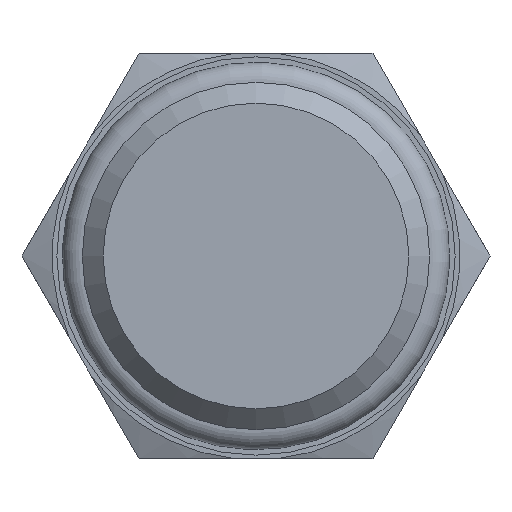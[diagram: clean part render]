
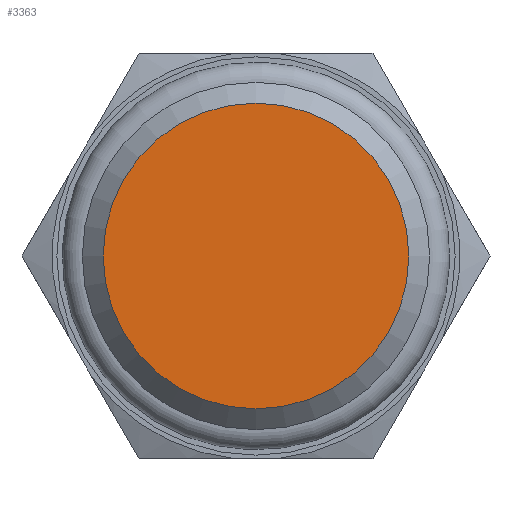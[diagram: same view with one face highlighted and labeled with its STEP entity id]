
A CAD part, left-side view. The second image highlights one B-rep face of the part: STEP entity #3363.
In plain terms, the highlighted planar face has unit normal (-1, 0, 0).
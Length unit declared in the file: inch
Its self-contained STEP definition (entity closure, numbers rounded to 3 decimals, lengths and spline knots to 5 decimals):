
#3340=CARTESIAN_POINT('',(-0.43,0.,0.33));
#3341=VERTEX_POINT('',#3340);
#3342=CARTESIAN_POINT('',(-0.43,0.,0.0));
#3343=DIRECTION('',(1.0,0.0,0.0));
#3344=DIRECTION('',(0.0,0.0,-1.0));
#3345=AXIS2_PLACEMENT_3D('',#3342,#3343,#3344);
#3346=CIRCLE('',#3345,0.33);
#3347=EDGE_CURVE('',#3341,#3341,#3346,.T.);
#3355=CARTESIAN_POINT('',(-0.43,0.,0.0));
#3356=DIRECTION('',(1.0,0.0,0.0));
#3357=DIRECTION('',(0.0,0.0,-1.0));
#3358=AXIS2_PLACEMENT_3D('',#3355,#3356,#3357);
#3359=PLANE('',#3358);
#3360=ORIENTED_EDGE('',*,*,#3347,.F.);
#3361=EDGE_LOOP('',(#3360));
#3362=FACE_OUTER_BOUND('',#3361,.T.);
#3363=ADVANCED_FACE('',(#3362),#3359,.F.);
